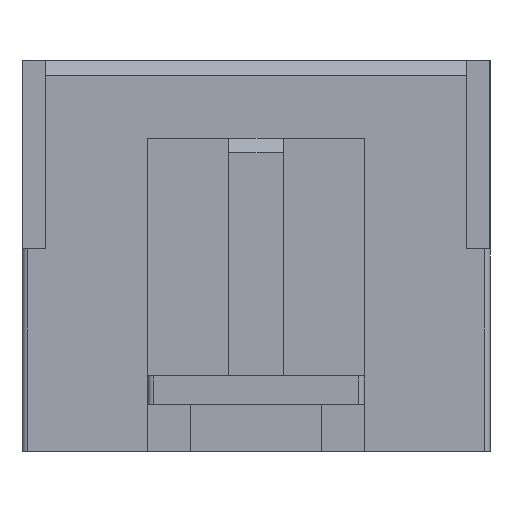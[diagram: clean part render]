
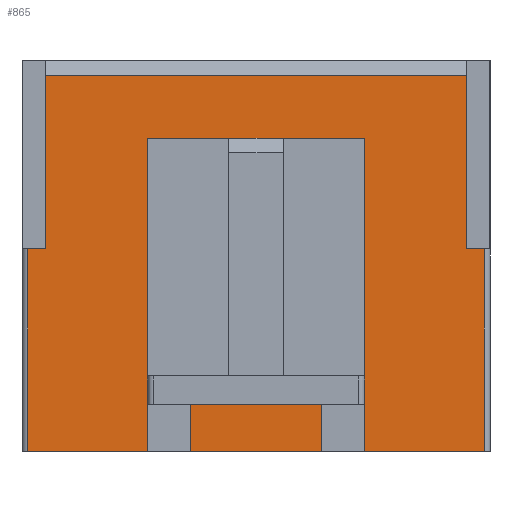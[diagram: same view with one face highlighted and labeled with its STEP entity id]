
A CAD part, front view. The second image highlights one B-rep face of the part: STEP entity #865.
In plain terms, the highlighted planar face has unit normal (0, -1, 0).
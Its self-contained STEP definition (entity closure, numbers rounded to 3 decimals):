
#44 = VECTOR ( 'NONE', #4377, 1000. ) ;
#58 = CARTESIAN_POINT ( 'NONE',  ( -4.595, -2.85, 13.5 ) ) ;
#100 = EDGE_CURVE ( 'NONE', #3963, #1011, #3572, .T. ) ;
#117 = VECTOR ( 'NONE', #1416, 1000. ) ;
#218 = ORIENTED_EDGE ( 'NONE', *, *, #2562, .F. ) ;
#261 = CARTESIAN_POINT ( 'NONE',  ( -4.595, -2.85, 13. ) ) ;
#276 = DIRECTION ( 'NONE',  ( -1., 0., 0. ) ) ;
#361 = CARTESIAN_POINT ( 'NONE',  ( -3.995, -2.85, 13.5 ) ) ;
#376 = CARTESIAN_POINT ( 'NONE',  ( -3.995, -2.85, 7. ) ) ;
#393 = VECTOR ( 'NONE', #484, 1000. ) ;
#394 = VECTOR ( 'NONE', #527, 1000. ) ;
#428 = CARTESIAN_POINT ( 'NONE',  ( -14.13, -2.85, 7. ) ) ;
#459 = CARTESIAN_POINT ( 'NONE',  ( -19.765, -2.85, 0. ) ) ;
#484 = DIRECTION ( 'NONE',  ( -1., 0., 0. ) ) ;
#491 = DIRECTION ( 'NONE',  ( 0., 0., -1. ) ) ;
#524 = ORIENTED_EDGE ( 'NONE', *, *, #3422, .F. ) ;
#527 = DIRECTION ( 'NONE',  ( 0., 0., -1. ) ) ;
#563 = CARTESIAN_POINT ( 'NONE',  ( -19.965, -2.85, 13.5 ) ) ;
#610 = VECTOR ( 'NONE', #2713, 1000. ) ;
#619 = VERTEX_POINT ( 'NONE', #4037 ) ;
#649 = CARTESIAN_POINT ( 'NONE',  ( -8.13, -2.85, 7. ) ) ;
#656 = LINE ( 'NONE', #3643, #4144 ) ;
#662 = VERTEX_POINT ( 'NONE', #3615 ) ;
#682 = CARTESIAN_POINT ( 'NONE',  ( -19.965, -2.85, 13. ) ) ;
#705 = DIRECTION ( 'NONE',  ( 0., 0., 1. ) ) ;
#740 = ORIENTED_EDGE ( 'NONE', *, *, #3291, .F. ) ;
#769 = DIRECTION ( 'NONE',  ( 0., 0., -1. ) ) ;
#824 = PLANE ( 'NONE',  #1546 ) ;
#838 = ORIENTED_EDGE ( 'NONE', *, *, #2877, .T. ) ;
#865 = ADVANCED_FACE ( 'NONE', ( #3835 ), #824, .F. ) ;
#921 = VERTEX_POINT ( 'NONE', #1881 ) ;
#957 = VECTOR ( 'NONE', #705, 1000. ) ;
#1011 = VERTEX_POINT ( 'NONE', #2593 ) ;
#1018 = CARTESIAN_POINT ( 'NONE',  ( -15.63, -2.85, 7. ) ) ;
#1059 = VECTOR ( 'NONE', #4033, 1000. ) ;
#1070 = EDGE_CURVE ( 'NONE', #2184, #662, #1965, .T. ) ;
#1153 = LINE ( 'NONE', #3515, #2039 ) ;
#1215 = LINE ( 'NONE', #1237, #1242 ) ;
#1229 = ORIENTED_EDGE ( 'NONE', *, *, #3520, .T. ) ;
#1237 = CARTESIAN_POINT ( 'NONE',  ( -8.13, -2.85, 7. ) ) ;
#1242 = VECTOR ( 'NONE', #3070, 1000. ) ;
#1282 = CARTESIAN_POINT ( 'NONE',  ( -3.995, -2.85, 0. ) ) ;
#1298 = EDGE_CURVE ( 'NONE', #3385, #2952, #2479, .T. ) ;
#1301 = ORIENTED_EDGE ( 'NONE', *, *, #3624, .T. ) ;
#1349 = CARTESIAN_POINT ( 'NONE',  ( -14.13, -2.85, 0. ) ) ;
#1368 = LINE ( 'NONE', #4063, #610 ) ;
#1416 = DIRECTION ( 'NONE',  ( -1., 0., 0. ) ) ;
#1426 = VERTEX_POINT ( 'NONE', #4211 ) ;
#1502 = CARTESIAN_POINT ( 'NONE',  ( -19.765, -2.85, 7. ) ) ;
#1544 = LINE ( 'NONE', #2896, #394 ) ;
#1546 = AXIS2_PLACEMENT_3D ( 'NONE', #563, #1859, #3167 ) ;
#1677 = LINE ( 'NONE', #2762, #957 ) ;
#1711 = VERTEX_POINT ( 'NONE', #376 ) ;
#1748 = VERTEX_POINT ( 'NONE', #428 ) ;
#1799 = LINE ( 'NONE', #361, #2616 ) ;
#1801 = ORIENTED_EDGE ( 'NONE', *, *, #1867, .T. ) ;
#1802 = VECTOR ( 'NONE', #491, 1000. ) ;
#1807 = EDGE_LOOP ( 'NONE', ( #2876, #4086, #2157, #1229, #1941, #218, #524, #4038, #1833, #3923, #740, #2493, #838, #2841, #1301, #1801 ) ) ;
#1833 = ORIENTED_EDGE ( 'NONE', *, *, #2797, .T. ) ;
#1859 = DIRECTION ( 'NONE',  ( 0., 1., 0. ) ) ;
#1867 = EDGE_CURVE ( 'NONE', #3560, #3963, #1153, .T. ) ;
#1881 = CARTESIAN_POINT ( 'NONE',  ( -8.13, -2.85, 0. ) ) ;
#1893 = VECTOR ( 'NONE', #769, 1000. ) ;
#1941 = ORIENTED_EDGE ( 'NONE', *, *, #1070, .T. ) ;
#1965 = LINE ( 'NONE', #2969, #4013 ) ;
#1977 = VERTEX_POINT ( 'NONE', #1282 ) ;
#2039 = VECTOR ( 'NONE', #3908, 1000. ) ;
#2099 = VECTOR ( 'NONE', #2249, 1000. ) ;
#2100 = CARTESIAN_POINT ( 'NONE',  ( -14.13, -2.85, 7.5 ) ) ;
#2132 = CARTESIAN_POINT ( 'NONE',  ( -9.63, -2.85, 7.5 ) ) ;
#2157 = ORIENTED_EDGE ( 'NONE', *, *, #3249, .F. ) ;
#2184 = VERTEX_POINT ( 'NONE', #1349 ) ;
#2215 = EDGE_CURVE ( 'NONE', #1977, #1711, #1799, .T. ) ;
#2223 = CARTESIAN_POINT ( 'NONE',  ( -19.965, -2.85, 0. ) ) ;
#2249 = DIRECTION ( 'NONE',  ( 1., 0., 0. ) ) ;
#2345 = LINE ( 'NONE', #1018, #1059 ) ;
#2374 = EDGE_CURVE ( 'NONE', #1011, #3700, #2345, .T. ) ;
#2479 = LINE ( 'NONE', #58, #1893 ) ;
#2493 = ORIENTED_EDGE ( 'NONE', *, *, #1298, .F. ) ;
#2518 = CARTESIAN_POINT ( 'NONE',  ( -15.63, -2.85, 7. ) ) ;
#2562 = EDGE_CURVE ( 'NONE', #619, #662, #3140, .T. ) ;
#2593 = CARTESIAN_POINT ( 'NONE',  ( -15.63, -2.85, 0. ) ) ;
#2616 = VECTOR ( 'NONE', #3055, 1000. ) ;
#2629 = CARTESIAN_POINT ( 'NONE',  ( -19.165, -2.85, 7. ) ) ;
#2713 = DIRECTION ( 'NONE',  ( 1., 0., 0. ) ) ;
#2762 = CARTESIAN_POINT ( 'NONE',  ( -8.13, -2.85, 7. ) ) ;
#2795 = VECTOR ( 'NONE', #4004, 1000. ) ;
#2797 = EDGE_CURVE ( 'NONE', #921, #1977, #2986, .T. ) ;
#2835 = CARTESIAN_POINT ( 'NONE',  ( -19.165, -2.85, 7. ) ) ;
#2841 = ORIENTED_EDGE ( 'NONE', *, *, #3061, .T. ) ;
#2876 = ORIENTED_EDGE ( 'NONE', *, *, #100, .T. ) ;
#2877 = EDGE_CURVE ( 'NONE', #3385, #1426, #3709, .T. ) ;
#2896 = CARTESIAN_POINT ( 'NONE',  ( -19.165, -2.85, 13.5 ) ) ;
#2952 = VERTEX_POINT ( 'NONE', #3404 ) ;
#2969 = CARTESIAN_POINT ( 'NONE',  ( -19.965, -2.85, 0. ) ) ;
#2986 = LINE ( 'NONE', #4334, #2795 ) ;
#3055 = DIRECTION ( 'NONE',  ( 0., 0., 1. ) ) ;
#3061 = EDGE_CURVE ( 'NONE', #1426, #3322, #1544, .T. ) ;
#3070 = DIRECTION ( 'NONE',  ( -1., 0., 0. ) ) ;
#3140 = LINE ( 'NONE', #2132, #1802 ) ;
#3167 = DIRECTION ( 'NONE',  ( 0., 0., 1. ) ) ;
#3249 = EDGE_CURVE ( 'NONE', #1748, #3700, #656, .T. ) ;
#3291 = EDGE_CURVE ( 'NONE', #2952, #1711, #1368, .T. ) ;
#3317 = DIRECTION ( 'NONE',  ( 1., 0., 0. ) ) ;
#3322 = VERTEX_POINT ( 'NONE', #2629 ) ;
#3385 = VERTEX_POINT ( 'NONE', #261 ) ;
#3404 = CARTESIAN_POINT ( 'NONE',  ( -4.595, -2.85, 7. ) ) ;
#3422 = EDGE_CURVE ( 'NONE', #4245, #619, #1215, .T. ) ;
#3515 = CARTESIAN_POINT ( 'NONE',  ( -19.765, -2.85, 13.5 ) ) ;
#3520 = EDGE_CURVE ( 'NONE', #1748, #2184, #3708, .T. ) ;
#3544 = EDGE_CURVE ( 'NONE', #921, #4245, #1677, .T. ) ;
#3560 = VERTEX_POINT ( 'NONE', #1502 ) ;
#3572 = LINE ( 'NONE', #2223, #2099 ) ;
#3615 = CARTESIAN_POINT ( 'NONE',  ( -9.63, -2.85, 0. ) ) ;
#3624 = EDGE_CURVE ( 'NONE', #3322, #3560, #4201, .T. ) ;
#3643 = CARTESIAN_POINT ( 'NONE',  ( -8.13, -2.85, 7. ) ) ;
#3700 = VERTEX_POINT ( 'NONE', #2518 ) ;
#3708 = LINE ( 'NONE', #2100, #44 ) ;
#3709 = LINE ( 'NONE', #682, #117 ) ;
#3835 = FACE_OUTER_BOUND ( 'NONE', #1807, .T. ) ;
#3908 = DIRECTION ( 'NONE',  ( 0., 0., -1. ) ) ;
#3923 = ORIENTED_EDGE ( 'NONE', *, *, #2215, .T. ) ;
#3963 = VERTEX_POINT ( 'NONE', #459 ) ;
#4004 = DIRECTION ( 'NONE',  ( 1., 0., 0. ) ) ;
#4013 = VECTOR ( 'NONE', #3317, 1000. ) ;
#4033 = DIRECTION ( 'NONE',  ( 0., 0., 1. ) ) ;
#4037 = CARTESIAN_POINT ( 'NONE',  ( -9.63, -2.85, 7. ) ) ;
#4038 = ORIENTED_EDGE ( 'NONE', *, *, #3544, .F. ) ;
#4063 = CARTESIAN_POINT ( 'NONE',  ( -4.595, -2.85, 7. ) ) ;
#4086 = ORIENTED_EDGE ( 'NONE', *, *, #2374, .T. ) ;
#4144 = VECTOR ( 'NONE', #276, 1000. ) ;
#4201 = LINE ( 'NONE', #2835, #393 ) ;
#4211 = CARTESIAN_POINT ( 'NONE',  ( -19.165, -2.85, 13. ) ) ;
#4245 = VERTEX_POINT ( 'NONE', #649 ) ;
#4334 = CARTESIAN_POINT ( 'NONE',  ( -43.725, -2.85, 0. ) ) ;
#4377 = DIRECTION ( 'NONE',  ( 0., 0., -1. ) ) ;
